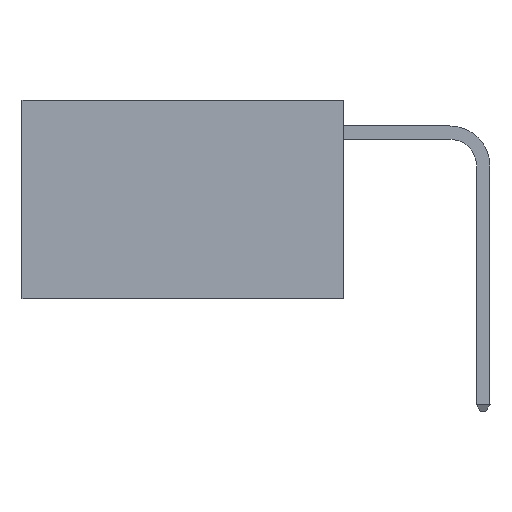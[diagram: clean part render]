
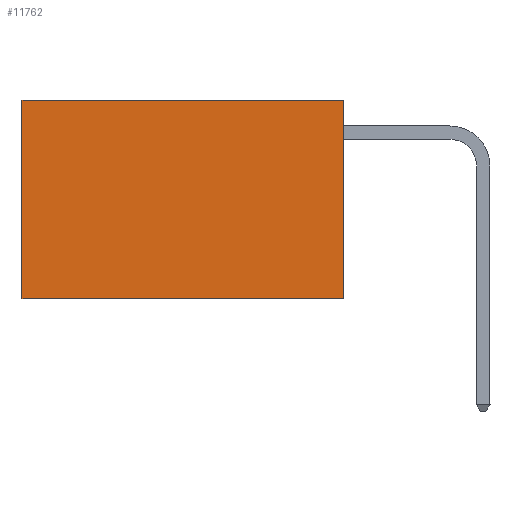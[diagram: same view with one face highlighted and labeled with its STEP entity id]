
A CAD part, left-side view. The second image highlights one B-rep face of the part: STEP entity #11762.
In plain terms, the highlighted planar face has unit normal (-1, 0, 0).
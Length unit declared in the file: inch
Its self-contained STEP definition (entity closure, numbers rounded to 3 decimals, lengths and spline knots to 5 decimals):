
#195 = DIRECTION ( 'NONE',  ( 0., 0., -1. ) ) ;
#252 = DIRECTION ( 'NONE',  ( 0., 1., 0. ) ) ;
#326 = CARTESIAN_POINT ( 'NONE',  ( 0.2625, 0., 0. ) ) ;
#1267 = VERTEX_POINT ( 'NONE', #12552 ) ;
#1282 = LINE ( 'NONE', #1532, #11046 ) ;
#1532 = CARTESIAN_POINT ( 'NONE',  ( 0.2625, 0., -0.37 ) ) ;
#1753 = LINE ( 'NONE', #3781, #9377 ) ;
#3201 = LINE ( 'NONE', #7297, #12786 ) ;
#3781 = CARTESIAN_POINT ( 'NONE',  ( 0.2625, 0., 0. ) ) ;
#4807 = PLANE ( 'NONE',  #12367 ) ;
#4849 = ORIENTED_EDGE ( 'NONE', *, *, #9170, .F. ) ;
#5033 = VERTEX_POINT ( 'NONE', #5624 ) ;
#5367 = EDGE_LOOP ( 'NONE', ( #9226, #9328, #4849, #8359 ) ) ;
#5624 = CARTESIAN_POINT ( 'NONE',  ( 0.2625, 0., -0.37 ) ) ;
#6011 = EDGE_CURVE ( 'NONE', #8062, #13146, #1753, .T. ) ;
#6224 = DIRECTION ( 'NONE',  ( 0., 0., -1. ) ) ;
#7297 = CARTESIAN_POINT ( 'NONE',  ( 0.2625, 0.6, 0. ) ) ;
#7747 = EDGE_CURVE ( 'NONE', #13146, #1267, #3201, .T. ) ;
#8062 = VERTEX_POINT ( 'NONE', #10358 ) ;
#8359 = ORIENTED_EDGE ( 'NONE', *, *, #6011, .T. ) ;
#9059 = DIRECTION ( 'NONE',  ( 0., 1., 0. ) ) ;
#9156 = CARTESIAN_POINT ( 'NONE',  ( 0.2625, 0., 0. ) ) ;
#9170 = EDGE_CURVE ( 'NONE', #8062, #5033, #12409, .T. ) ;
#9226 = ORIENTED_EDGE ( 'NONE', *, *, #7747, .T. ) ;
#9328 = ORIENTED_EDGE ( 'NONE', *, *, #11637, .F. ) ;
#9377 = VECTOR ( 'NONE', #9059, 39.37008 ) ;
#9494 = VECTOR ( 'NONE', #195, 39.37008 ) ;
#9885 = FACE_OUTER_BOUND ( 'NONE', #5367, .T. ) ;
#9913 = CARTESIAN_POINT ( 'NONE',  ( 0.2625, 0.6, 0. ) ) ;
#10358 = CARTESIAN_POINT ( 'NONE',  ( 0.2625, 0., 0. ) ) ;
#10469 = DIRECTION ( 'NONE',  ( 0., 0., -1. ) ) ;
#11046 = VECTOR ( 'NONE', #252, 39.37008 ) ;
#11637 = EDGE_CURVE ( 'NONE', #5033, #1267, #1282, .T. ) ;
#11762 = ADVANCED_FACE ( 'NONE', ( #9885 ), #4807, .F. ) ;
#12367 = AXIS2_PLACEMENT_3D ( 'NONE', #9156, #13236, #6224 ) ;
#12409 = LINE ( 'NONE', #326, #9494 ) ;
#12552 = CARTESIAN_POINT ( 'NONE',  ( 0.2625, 0.6, -0.37 ) ) ;
#12786 = VECTOR ( 'NONE', #10469, 39.37008 ) ;
#13146 = VERTEX_POINT ( 'NONE', #9913 ) ;
#13236 = DIRECTION ( 'NONE',  ( 1., 0., 0. ) ) ;
